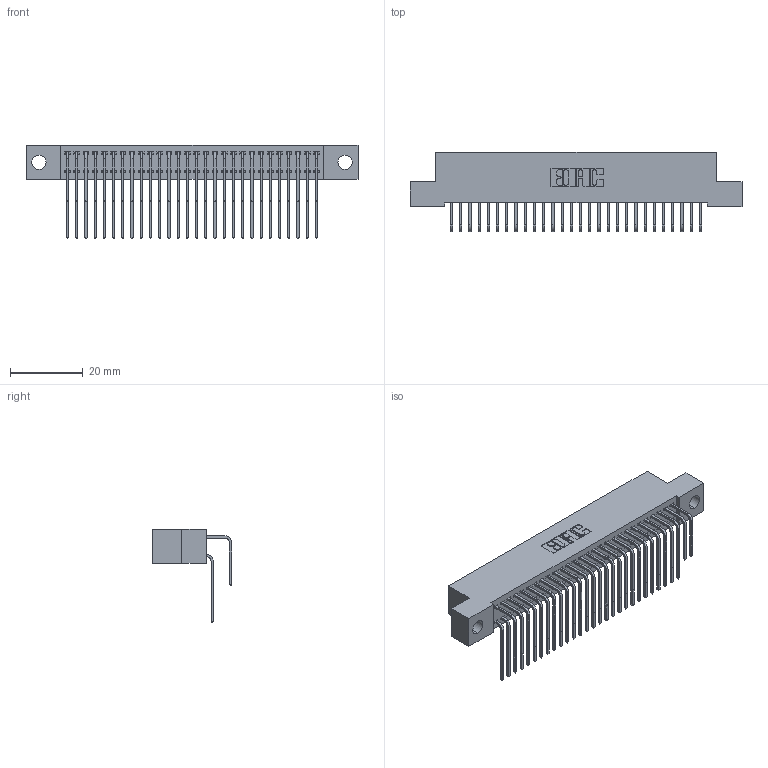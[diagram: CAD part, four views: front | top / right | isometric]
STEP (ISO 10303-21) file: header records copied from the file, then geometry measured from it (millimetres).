
FILE_DESCRIPTION (( 'STEP AP203' ), '1' );
FILE_NAME ('342-056-558-204.STEP', '2018-08-13T04:06:10', ( '' ), ( '' ), 'SwSTEP 2.0', 'SolidWorks 2016', '' );
FILE_SCHEMA (( 'CONFIG_CONTROL_DESIGN' ));
Length unit declared in the file: inch
Products named in the file (4): 342 Part_.156 TH; 345-292-001_558 559 Tail - 1; 345-292-001_558 Tail - 2; 342-056-558-204
Assembly tree (57 placements, depth 2):
  342-056-558-204
    342 Part_.156 TH
    345-292-001_558 559 Tail - 1  x28
    345-292-001_558 Tail - 2  x28
Bounding box: 91.44 x 21.91 x 25.78 mm (x, y, z)
Volume: 8385.6 mm3; surface area: 14590.3 mm2
Topology: 57 solids, 57 shells, 3134 faces, 9315 edges, 6134 vertices
Faces by surface type: plane 2194, cylinder 940
Entity records: 21479 total; most frequent: CARTESIAN_POINT 3625, ORIENTED_EDGE 3510, DIRECTION 3103, EDGE_CURVE 1755, LINE 1587, VECTOR 1587, VERTEX_POINT 1166, AXIS2_PLACEMENT_3D 758
